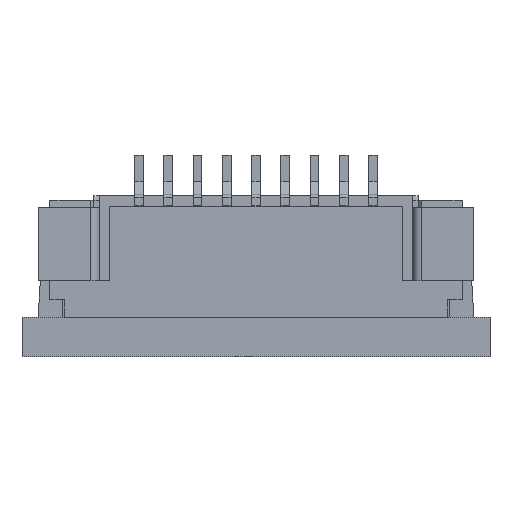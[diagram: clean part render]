
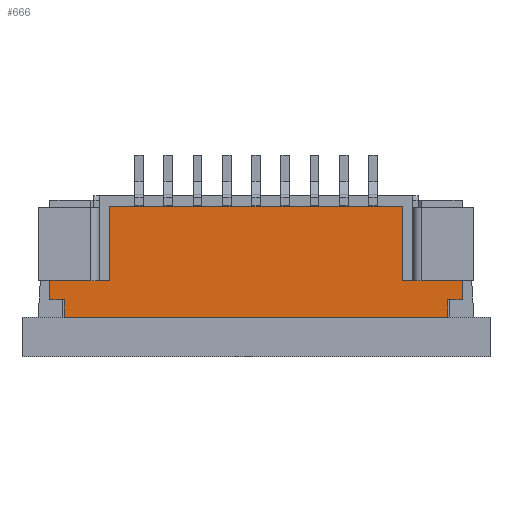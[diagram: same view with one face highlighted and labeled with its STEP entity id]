
A CAD part, top view. The second image highlights one B-rep face of the part: STEP entity #666.
In plain terms, the highlighted planar face has unit normal (0, 0, 1).
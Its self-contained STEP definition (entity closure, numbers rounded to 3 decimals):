
#666=ADVANCED_FACE('',(#3482),#3484,.T.);
#3482=FACE_BOUND('',#3483,.T.);
#3483=EDGE_LOOP('',(#5714,#5715,#5716,#5717,#5718,#5719,#5720,#5721,#5722,#5723,
#5724,#5725));
#3484=PLANE('',#3485);
#3485=AXIS2_PLACEMENT_3D('',#3486,#3487,#3488);
#3486=CARTESIAN_POINT('',(7.05,1.35,2.45));
#3487=DIRECTION('',(0.,-0.,1.));
#3488=DIRECTION('',(0.,1.,0.));
#5714=ORIENTED_EDGE('',*,*,#7423,.T.);
#5715=ORIENTED_EDGE('',*,*,#7425,.T.);
#5716=ORIENTED_EDGE('',*,*,#7426,.T.);
#5717=ORIENTED_EDGE('',*,*,#7427,.T.);
#5718=ORIENTED_EDGE('',*,*,#7428,.T.);
#5719=ORIENTED_EDGE('',*,*,#7429,.T.);
#5720=ORIENTED_EDGE('',*,*,#7430,.T.);
#5721=ORIENTED_EDGE('',*,*,#7431,.F.);
#5722=ORIENTED_EDGE('',*,*,#7432,.T.);
#5723=ORIENTED_EDGE('',*,*,#7433,.T.);
#5724=ORIENTED_EDGE('',*,*,#7380,.F.);
#5725=ORIENTED_EDGE('',*,*,#7371,.T.);
#7371=EDGE_CURVE('',#8340,#8350,#8352,.F.);
#7380=EDGE_CURVE('',#8340,#8368,#8369,.T.);
#7423=EDGE_CURVE('',#8350,#8448,#8449,.T.);
#7425=EDGE_CURVE('',#8448,#8451,#8452,.T.);
#7426=EDGE_CURVE('',#8451,#8453,#8454,.F.);
#7427=EDGE_CURVE('',#8453,#8455,#8456,.F.);
#7428=EDGE_CURVE('',#8455,#8457,#8458,.F.);
#7429=EDGE_CURVE('',#8457,#8459,#8460,.F.);
#7430=EDGE_CURVE('',#8459,#8461,#8462,.F.);
#7431=EDGE_CURVE('',#8463,#8461,#8464,.T.);
#7432=EDGE_CURVE('',#8463,#8465,#8466,.F.);
#7433=EDGE_CURVE('',#8465,#8368,#8467,.T.);
#8340=VERTEX_POINT('',#9726);
#8350=VERTEX_POINT('',#9746);
#8352=LINE('',#9750,#9751);
#8368=VERTEX_POINT('',#9784);
#8369=LINE('',#9785,#9786);
#8448=VERTEX_POINT('',#9950);
#8449=LINE('',#9951,#9952);
#8451=VERTEX_POINT('',#9957);
#8452=LINE('',#9958,#9959);
#8453=VERTEX_POINT('',#9961);
#8454=LINE('',#9962,#9963);
#8455=VERTEX_POINT('',#9965);
#8456=LINE('',#9966,#9967);
#8457=VERTEX_POINT('',#9969);
#8458=LINE('',#9970,#9971);
#8459=VERTEX_POINT('',#9973);
#8460=LINE('',#9974,#9975);
#8461=VERTEX_POINT('',#9977);
#8462=LINE('',#9978,#9979);
#8463=VERTEX_POINT('',#9981);
#8464=LINE('',#9982,#9983);
#8465=VERTEX_POINT('',#9985);
#8466=LINE('',#9986,#9987);
#8467=LINE('',#9989,#9990);
#9726=CARTESIAN_POINT('',(6.55,1.35,2.45));
#9746=CARTESIAN_POINT('',(6.55,1.95,2.45));
#9750=CARTESIAN_POINT('',(6.55,1.95,2.45));
#9751=VECTOR('',#9752,1.);
#9752=DIRECTION('',(0.,-1.,0.));
#9784=CARTESIAN_POINT('',(-6.55,1.35,2.45));
#9785=CARTESIAN_POINT('',(6.55,1.35,2.45));
#9786=VECTOR('',#9787,1.);
#9787=DIRECTION('',(-1.,0.,0.));
#9950=CARTESIAN_POINT('',(7.05,1.95,2.45));
#9951=CARTESIAN_POINT('',(6.55,1.95,2.45));
#9952=VECTOR('',#9953,1.);
#9953=DIRECTION('',(1.,0.,0.));
#9957=CARTESIAN_POINT('',(7.05,2.6,2.45));
#9958=CARTESIAN_POINT('',(7.05,1.95,2.45));
#9959=VECTOR('',#9960,1.);
#9960=DIRECTION('',(0.,1.,0.));
#9961=CARTESIAN_POINT('',(5.,2.6,2.45));
#9962=CARTESIAN_POINT('',(5.,2.6,2.45));
#9963=VECTOR('',#9964,1.);
#9964=DIRECTION('',(1.,0.,0.));
#9965=CARTESIAN_POINT('',(5.,5.15,2.45));
#9966=CARTESIAN_POINT('',(5.,5.15,2.45));
#9967=VECTOR('',#9968,1.);
#9968=DIRECTION('',(0.,-1.,0.));
#9969=CARTESIAN_POINT('',(-5.,5.15,2.45));
#9970=CARTESIAN_POINT('',(-5.,5.15,2.45));
#9971=VECTOR('',#9972,1.);
#9972=DIRECTION('',(1.,0.,0.));
#9973=CARTESIAN_POINT('',(-5.,2.6,2.45));
#9974=CARTESIAN_POINT('',(-5.,2.6,2.45));
#9975=VECTOR('',#9976,1.);
#9976=DIRECTION('',(0.,1.,0.));
#9977=CARTESIAN_POINT('',(-7.05,2.6,2.45));
#9978=CARTESIAN_POINT('',(-7.05,2.6,2.45));
#9979=VECTOR('',#9980,1.);
#9980=DIRECTION('',(1.,0.,0.));
#9981=CARTESIAN_POINT('',(-7.05,1.95,2.45));
#9982=CARTESIAN_POINT('',(-7.05,1.95,2.45));
#9983=VECTOR('',#9984,1.);
#9984=DIRECTION('',(0.,1.,0.));
#9985=CARTESIAN_POINT('',(-6.55,1.95,2.45));
#9986=CARTESIAN_POINT('',(-6.55,1.95,2.45));
#9987=VECTOR('',#9988,1.);
#9988=DIRECTION('',(-1.,0.,0.));
#9989=CARTESIAN_POINT('',(-6.55,1.95,2.45));
#9990=VECTOR('',#9991,1.);
#9991=DIRECTION('',(0.,-1.,0.));
